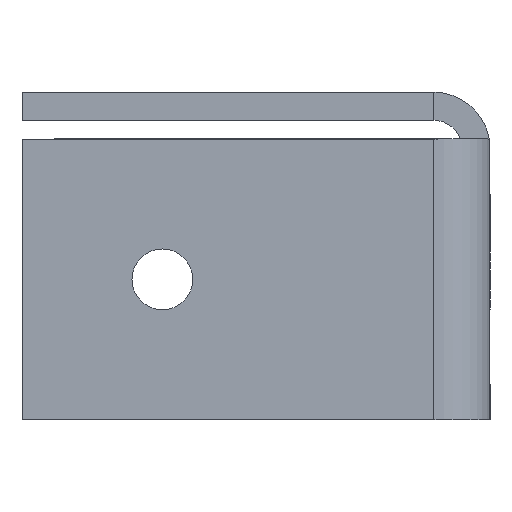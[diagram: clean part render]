
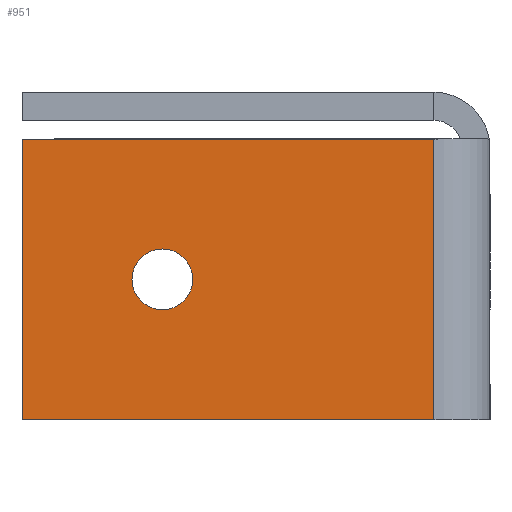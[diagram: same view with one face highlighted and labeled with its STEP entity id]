
A CAD part, left-side view. The second image highlights one B-rep face of the part: STEP entity #951.
In plain terms, the highlighted planar face has unit normal (-1, 0, 0).
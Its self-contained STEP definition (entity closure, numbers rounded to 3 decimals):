
#20 = CIRCLE ( 'NONE', #548, 3.25 ) ;
#34 = VERTEX_POINT ( 'NONE', #398 ) ;
#40 = VERTEX_POINT ( 'NONE', #691 ) ;
#91 = EDGE_LOOP ( 'NONE', ( #354, #1014, #1219, #1758 ) ) ;
#95 = FACE_OUTER_BOUND ( 'NONE', #91, .T. ) ;
#174 = CARTESIAN_POINT ( 'NONE',  ( 0., 50., 30. ) ) ;
#182 = EDGE_CURVE ( 'NONE', #285, #435, #272, .T. ) ;
#184 = LINE ( 'NONE', #456, #1179 ) ;
#214 = CARTESIAN_POINT ( 'NONE',  ( 0., 35., 18.25 ) ) ;
#230 = FACE_BOUND ( 'NONE', #1496, .T. ) ;
#242 = CARTESIAN_POINT ( 'NONE',  ( 0., 6., 0. ) ) ;
#272 = LINE ( 'NONE', #174, #1341 ) ;
#285 = VERTEX_POINT ( 'NONE', #1415 ) ;
#354 = ORIENTED_EDGE ( 'NONE', *, *, #1644, .T. ) ;
#361 = DIRECTION ( 'NONE',  ( 0., 0., -1. ) ) ;
#398 = CARTESIAN_POINT ( 'NONE',  ( 0., 6., 30. ) ) ;
#435 = VERTEX_POINT ( 'NONE', #939 ) ;
#456 = CARTESIAN_POINT ( 'NONE',  ( 0., 6., 0. ) ) ;
#458 = AXIS2_PLACEMENT_3D ( 'NONE', #479, #911, #361 ) ;
#479 = CARTESIAN_POINT ( 'NONE',  ( 0., 35., 15. ) ) ;
#483 = ORIENTED_EDGE ( 'NONE', *, *, #1041, .T. ) ;
#507 = DIRECTION ( 'NONE',  ( 0., -1., 0. ) ) ;
#520 = DIRECTION ( 'NONE',  ( 0., 0., -1. ) ) ;
#539 = DIRECTION ( 'NONE',  ( 1., 0., 0. ) ) ;
#548 = AXIS2_PLACEMENT_3D ( 'NONE', #1368, #539, #520 ) ;
#636 = EDGE_CURVE ( 'NONE', #1801, #34, #184, .T. ) ;
#654 = PLANE ( 'NONE',  #1351 ) ;
#691 = CARTESIAN_POINT ( 'NONE',  ( 0., 35., 11.75 ) ) ;
#772 = CARTESIAN_POINT ( 'NONE',  ( 0., 3., 0. ) ) ;
#774 = VERTEX_POINT ( 'NONE', #214 ) ;
#826 = VECTOR ( 'NONE', #507, 1000. ) ;
#877 = EDGE_CURVE ( 'NONE', #774, #40, #1028, .T. ) ;
#911 = DIRECTION ( 'NONE',  ( 1., 0., 0. ) ) ;
#939 = CARTESIAN_POINT ( 'NONE',  ( 0., 50., 0. ) ) ;
#951 = ADVANCED_FACE ( 'NONE', ( #230, #95 ), #654, .F. ) ;
#1014 = ORIENTED_EDGE ( 'NONE', *, *, #636, .T. ) ;
#1028 = CIRCLE ( 'NONE', #458, 3.25 ) ;
#1041 = EDGE_CURVE ( 'NONE', #40, #774, #20, .T. ) ;
#1065 = VECTOR ( 'NONE', #1741, 1000. ) ;
#1138 = ORIENTED_EDGE ( 'NONE', *, *, #877, .T. ) ;
#1172 = DIRECTION ( 'NONE',  ( 0., 0., 1. ) ) ;
#1175 = LINE ( 'NONE', #772, #1065 ) ;
#1179 = VECTOR ( 'NONE', #1172, 1000. ) ;
#1219 = ORIENTED_EDGE ( 'NONE', *, *, #1461, .F. ) ;
#1341 = VECTOR ( 'NONE', #1691, 1000. ) ;
#1351 = AXIS2_PLACEMENT_3D ( 'NONE', #1670, #1815, #1661 ) ;
#1368 = CARTESIAN_POINT ( 'NONE',  ( 0., 35., 15. ) ) ;
#1375 = CARTESIAN_POINT ( 'NONE',  ( 0., 3., 30. ) ) ;
#1415 = CARTESIAN_POINT ( 'NONE',  ( 0., 50., 30. ) ) ;
#1461 = EDGE_CURVE ( 'NONE', #285, #34, #1527, .T. ) ;
#1496 = EDGE_LOOP ( 'NONE', ( #483, #1138 ) ) ;
#1527 = LINE ( 'NONE', #1375, #826 ) ;
#1644 = EDGE_CURVE ( 'NONE', #435, #1801, #1175, .T. ) ;
#1661 = DIRECTION ( 'NONE',  ( 0., 0., -1. ) ) ;
#1670 = CARTESIAN_POINT ( 'NONE',  ( 0., 3., 30. ) ) ;
#1691 = DIRECTION ( 'NONE',  ( 0., 0., -1. ) ) ;
#1741 = DIRECTION ( 'NONE',  ( 0., -1., 0. ) ) ;
#1758 = ORIENTED_EDGE ( 'NONE', *, *, #182, .T. ) ;
#1801 = VERTEX_POINT ( 'NONE', #242 ) ;
#1815 = DIRECTION ( 'NONE',  ( 1., 0., 0. ) ) ;
